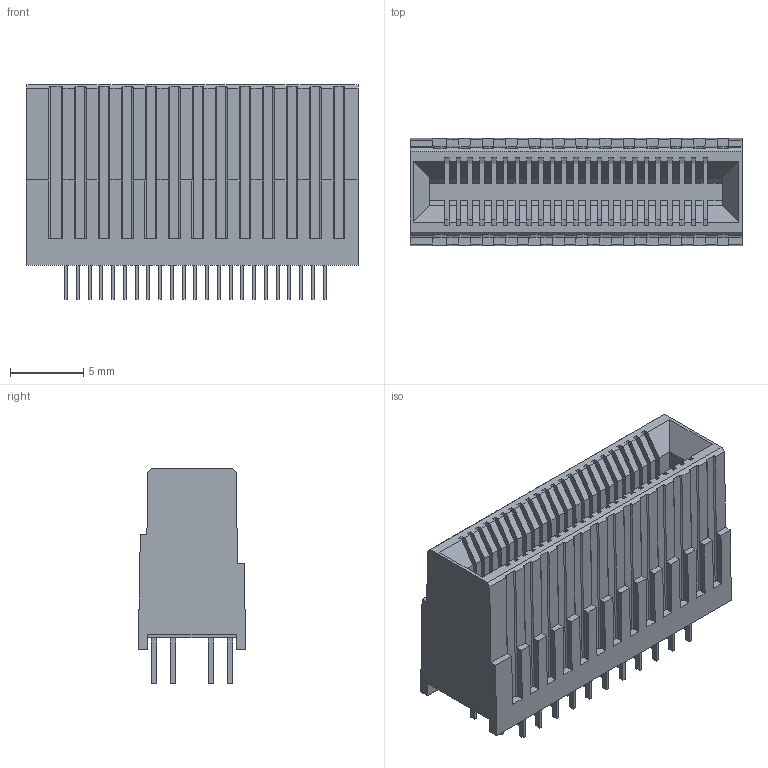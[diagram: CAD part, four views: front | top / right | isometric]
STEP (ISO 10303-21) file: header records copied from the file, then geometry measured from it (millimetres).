
FILE_DESCRIPTION(('FreeCAD Model'),'2;1');
FILE_NAME('SOLID.step','2017-04-17T16:32:58',( 'kicad StepUp'),('ksu MCAD'),'Open CASCADE STEP processor 6.8', 'FreeCAD','Unknown');
FILE_SCHEMA(('AUTOMOTIVE_DESIGN_CC2 { 1 2 10303 214 -1 1 5 4 }'));
Length unit declared in the file: millimetre
Products named in the file (2): ASSEMBLY; SOLID
Assembly tree (1 placements, depth 2):
  ASSEMBLY
    SOLID
Bounding box: 22.6 x 7.31 x 14.63 mm (x, y, z)
Volume: 1298.8 mm3; surface area: 2276.4 mm2
Topology: 1 solids, 1 shells, 817 faces, 2294 edges, 1528 vertices
Faces by surface type: plane 765, cylinder 52
Entity records: 26107 total; most frequent: CARTESIAN_POINT 5265, ORIENTED_EDGE 4588, DIRECTION 3776, EDGE_CURVE 2294, LINE 2138, VECTOR 2138, VERTEX_POINT 1528, FACE_BOUND 866
